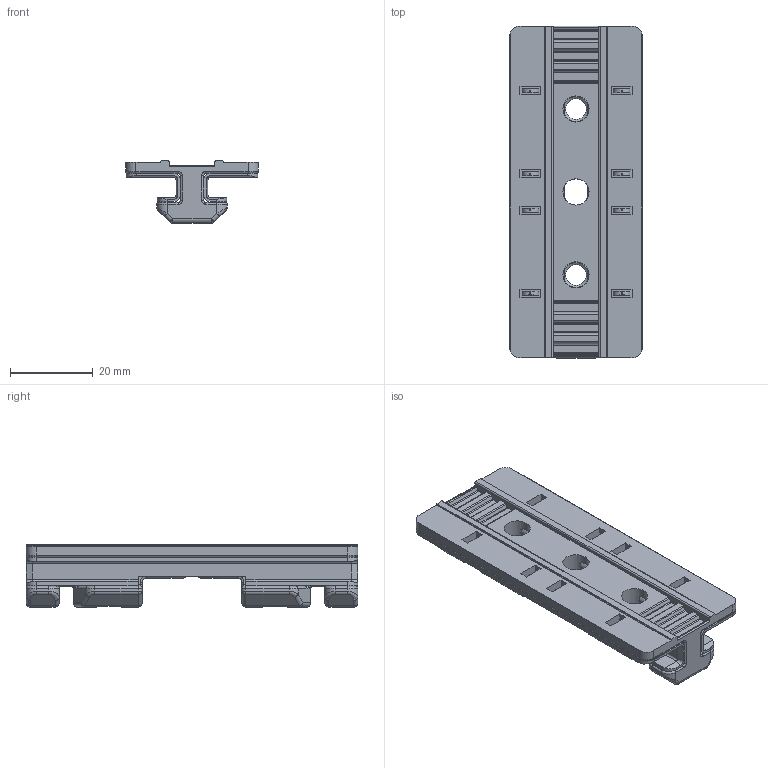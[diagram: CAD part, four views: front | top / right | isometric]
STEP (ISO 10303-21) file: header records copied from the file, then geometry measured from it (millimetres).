
FILE_DESCRIPTION (( 'STEP AP203' ), '1' );
FILE_NAME ('282600503_c_1.STEP', '2023-04-14T03:41:58', ( '' ), ( '' ), 'SwSTEP 2.0', 'SolidWorks 2014', '' );
FILE_SCHEMA (( 'CONFIG_CONTROL_DESIGN' ));
Length unit declared in the file: millimetre
Products named in the file (1): 282600503_c_1
Bounding box: 32 x 80 x 15 mm (x, y, z)
Volume: 14430.5 mm3; surface area: 12240.7 mm2
Topology: 1 solids, 1 shells, 625 faces, 1604 edges, 968 vertices
Faces by surface type: plane 257, cylinder 232, bspline 92, cone 40, torus 4
Entity records: 20948 total; most frequent: CARTESIAN_POINT 6413, ORIENTED_EDGE 3192, DIRECTION 2848, EDGE_CURVE 1596, AXIS2_PLACEMENT_3D 968, VERTEX_POINT 968, LINE 912, VECTOR 912
